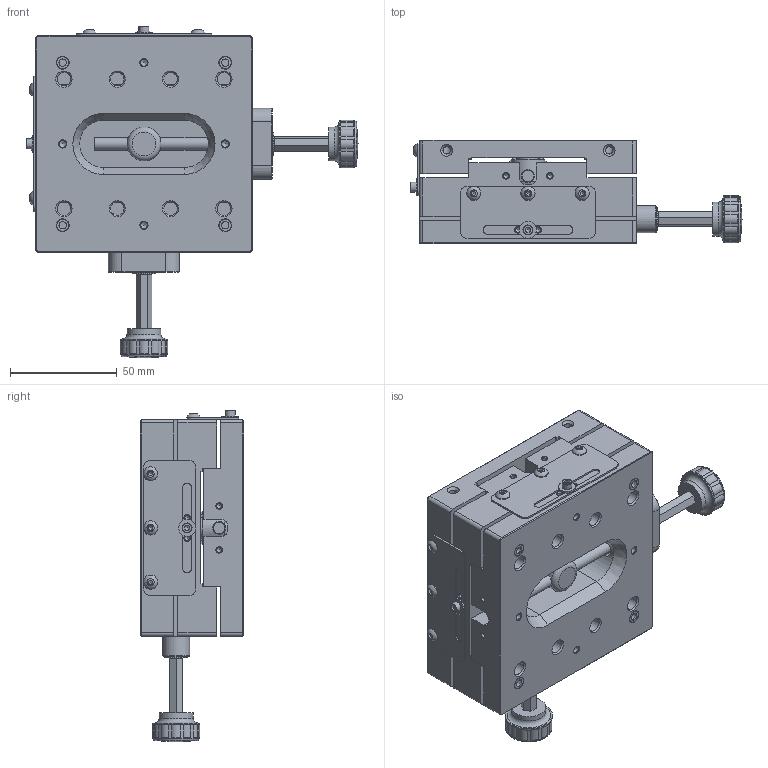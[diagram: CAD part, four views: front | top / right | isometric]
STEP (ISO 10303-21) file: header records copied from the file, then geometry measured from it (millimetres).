
FILE_DESCRIPTION (( 'STEP AP203' ), '1' );
FILE_NAME ('213-5M.STEP', '2020-09-14T22:45:10', ( '' ), ( '' ), 'SwSTEP 2.0', 'SolidWorks 2019', '' );
FILE_SCHEMA (( 'CONFIG_CONTROL_DESIGN' ));
Length unit declared in the file: inch
Products named in the file (1): 213-5M
Bounding box: 155.65 x 48.44 x 155.65 mm (x, y, z)
Volume: 441462.1 mm3; surface area: 119927.6 mm2
Topology: 53 solids, 53 shells, 814 faces, 1864 edges, 1147 vertices
Faces by surface type: plane 354, cylinder 229, cone 165, torus 42, sphere 24
Full cylindrical faces by diameter (mm): 2.261 x20, 2.705 x6, 2.845 x2, 2.946 x4, 3.124 x2, 3.188 x8, 3.264 x4, 3.454 x8, 3.505 x6, 3.569 x6, 3.81 x2, 4.039 x10, 4.394 x8, 4.648 x2, 4.75 x2, 4.762 x1, 4.763 x3, 4.826 x2, 5.105 x2, 5.558 x4, 5.588 x4, 5.867 x8, 6 x2, 6.35 x8, 6.655 x6, 7.938 x8, 8.026 x2, 8.42 x4, 8.839 x8, 9.525 x7
Entity records: 20955 total; most frequent: CARTESIAN_POINT 4202, DIRECTION 3700, ORIENTED_EDGE 2762, AXIS2_PLACEMENT_3D 1568, EDGE_CURVE 1381, EDGE_LOOP 1277, VERTEX_POINT 1028, FACE_OUTER_BOUND 985
